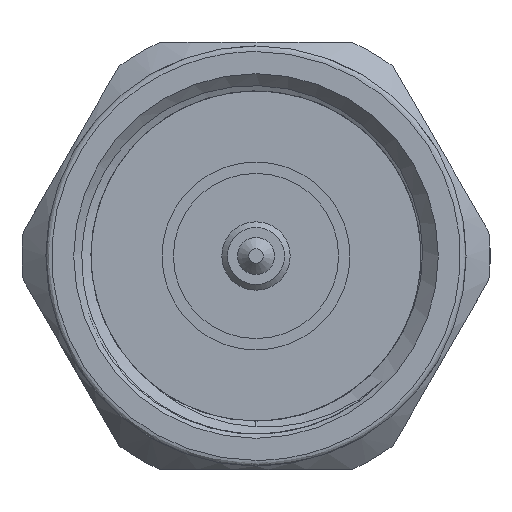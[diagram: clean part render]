
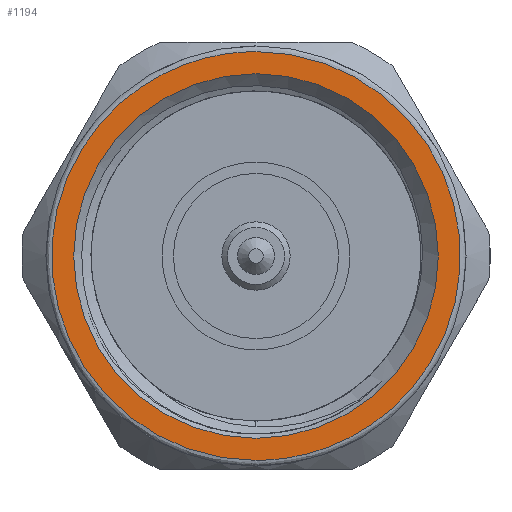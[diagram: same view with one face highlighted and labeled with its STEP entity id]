
A CAD part, left-side view. The second image highlights one B-rep face of the part: STEP entity #1194.
In plain terms, the highlighted planar face has unit normal (-1, 0, 0).
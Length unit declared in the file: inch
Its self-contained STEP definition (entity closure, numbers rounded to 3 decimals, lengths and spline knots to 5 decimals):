
#3 = DIRECTION ( 'NONE',  ( 0., 0., 1. ) ) ;
#100 = AXIS2_PLACEMENT_3D ( 'NONE', #298, #1635, #1015 ) ;
#148 = CARTESIAN_POINT ( 'NONE',  ( 0., 0., 0.35879 ) ) ;
#166 = CARTESIAN_POINT ( 'NONE',  ( 0., 0.71759, 0.35879 ) ) ;
#256 =( BOUNDED_CURVE ( )  B_SPLINE_CURVE ( 3, ( #951, #1610, #1774, #583 ),
 .UNSPECIFIED., .F., .T. ) 
 B_SPLINE_CURVE_WITH_KNOTS ( ( 4, 4 ),
 ( 0., 1. ),
 .UNSPECIFIED. ) 
 CURVE ( )  GEOMETRIC_REPRESENTATION_ITEM ( )  RATIONAL_B_SPLINE_CURVE ( ( 1., 0.333, 0.333, 1. ) ) 
 REPRESENTATION_ITEM ( '' )  );
#298 = CARTESIAN_POINT ( 'NONE',  ( 0., 0., 0. ) ) ;
#558 = CARTESIAN_POINT ( 'NONE',  ( 0., 0., -0.35879 ) ) ;
#583 = CARTESIAN_POINT ( 'NONE',  ( 0., 0., -0.35879 ) ) ;
#590 = DIRECTION ( 'NONE',  ( 1., 0., 0. ) ) ;
#640 = CIRCLE ( 'NONE', #100, 0.32 ) ;
#722 = CARTESIAN_POINT ( 'NONE',  ( 0., 0., -0.32 ) ) ;
#905 = ORIENTED_EDGE ( 'NONE', *, *, #2289, .F. ) ;
#929 = VERTEX_POINT ( 'NONE', #148 ) ;
#951 = CARTESIAN_POINT ( 'NONE',  ( 0., 0., 0.35879 ) ) ;
#970 = FACE_BOUND ( 'NONE', #1914, .T. ) ;
#1007 = FACE_OUTER_BOUND ( 'NONE', #2062, .T. ) ;
#1015 = DIRECTION ( 'NONE',  ( 0., 0., -1. ) ) ;
#1169 = CARTESIAN_POINT ( 'NONE',  ( 0., 0.36879, 0. ) ) ;
#1172 = CARTESIAN_POINT ( 'NONE',  ( 0., 0., 0.35879 ) ) ;
#1194 = ADVANCED_FACE ( 'NONE', ( #1007, #970 ), #1825, .F. ) ;
#1364 = CARTESIAN_POINT ( 'NONE',  ( 0., 0.71759, -0.35879 ) ) ;
#1482 = ORIENTED_EDGE ( 'NONE', *, *, #1701, .F. ) ;
#1610 = CARTESIAN_POINT ( 'NONE',  ( 0., -0.71759, 0.35879 ) ) ;
#1635 = DIRECTION ( 'NONE',  ( -1., 0., 0. ) ) ;
#1701 = EDGE_CURVE ( 'NONE', #929, #2263, #256, .T. ) ;
#1774 = CARTESIAN_POINT ( 'NONE',  ( 0., -0.71759, -0.35879 ) ) ;
#1825 = PLANE ( 'NONE',  #2231 ) ;
#1869 = EDGE_CURVE ( 'NONE', #2511, #2511, #640, .T. ) ;
#1914 = EDGE_LOOP ( 'NONE', ( #2021 ) ) ;
#1937 =( BOUNDED_CURVE ( )  B_SPLINE_CURVE ( 3, ( #558, #1364, #166, #1172 ),
 .UNSPECIFIED., .F., .T. ) 
 B_SPLINE_CURVE_WITH_KNOTS ( ( 4, 4 ),
 ( 0., 1. ),
 .UNSPECIFIED. ) 
 CURVE ( )  GEOMETRIC_REPRESENTATION_ITEM ( )  RATIONAL_B_SPLINE_CURVE ( ( 1., 0.333, 0.333, 1. ) ) 
 REPRESENTATION_ITEM ( '' )  );
#2021 = ORIENTED_EDGE ( 'NONE', *, *, #1869, .F. ) ;
#2062 = EDGE_LOOP ( 'NONE', ( #1482, #905 ) ) ;
#2231 = AXIS2_PLACEMENT_3D ( 'NONE', #1169, #590, #3 ) ;
#2263 = VERTEX_POINT ( 'NONE', #2386 ) ;
#2289 = EDGE_CURVE ( 'NONE', #2263, #929, #1937, .T. ) ;
#2386 = CARTESIAN_POINT ( 'NONE',  ( 0., 0., -0.35879 ) ) ;
#2511 = VERTEX_POINT ( 'NONE', #722 ) ;
